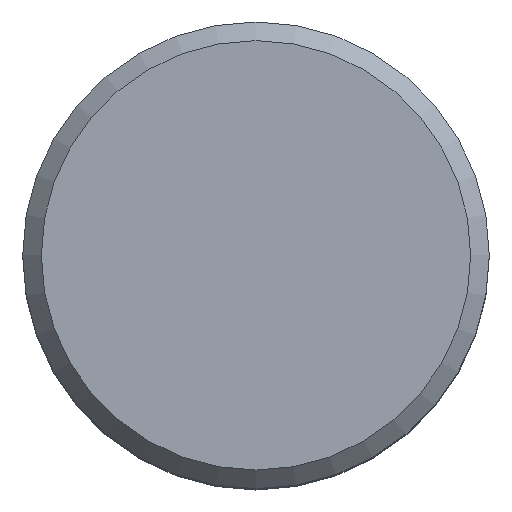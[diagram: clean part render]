
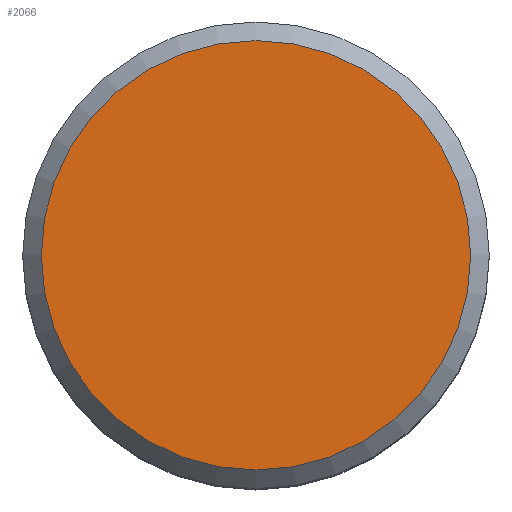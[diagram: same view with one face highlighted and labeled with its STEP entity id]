
A CAD part, top view. The second image highlights one B-rep face of the part: STEP entity #2066.
In plain terms, the highlighted planar face has unit normal (0, 0, 1).
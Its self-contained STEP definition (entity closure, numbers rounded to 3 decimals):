
#2037 = VERTEX_POINT('',#2038);
#2038 = CARTESIAN_POINT('',(2.76,0.,10.));
#2046 = EDGE_CURVE('',#2037,#2037,#2047,.T.);
#2047 = CIRCLE('',#2048,2.76);
#2048 = AXIS2_PLACEMENT_3D('',#2049,#2050,#2051);
#2049 = CARTESIAN_POINT('',(0.,0.,10.));
#2050 = DIRECTION('',(0.,0.,1.));
#2051 = DIRECTION('',(1.,0.,0.));
#2066 = ADVANCED_FACE('',(#2067),#2070,.T.);
#2067 = FACE_BOUND('',#2068,.T.);
#2068 = EDGE_LOOP('',(#2069));
#2069 = ORIENTED_EDGE('',*,*,#2046,.T.);
#2070 = PLANE('',#2071);
#2071 = AXIS2_PLACEMENT_3D('',#2072,#2073,#2074);
#2072 = CARTESIAN_POINT('',(0.,0.,10.));
#2073 = DIRECTION('',(0.,0.,1.));
#2074 = DIRECTION('',(1.,0.,0.));
